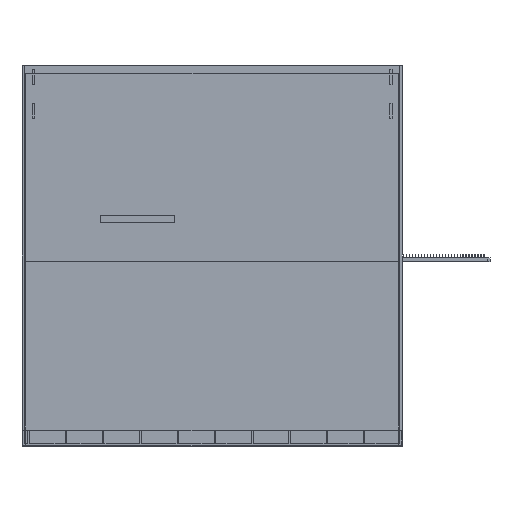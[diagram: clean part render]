
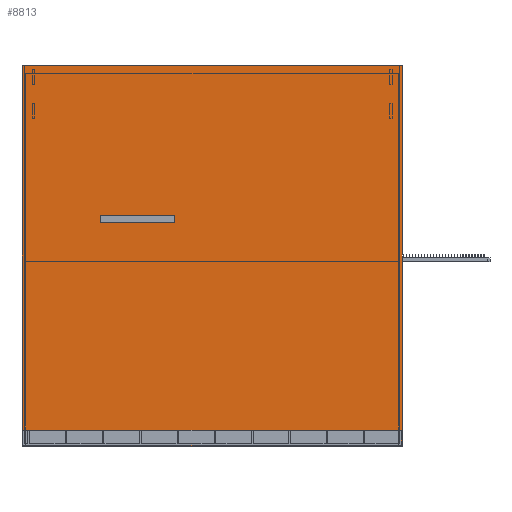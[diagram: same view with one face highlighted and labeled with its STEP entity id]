
A CAD part, left-side view. The second image highlights one B-rep face of the part: STEP entity #8813.
In plain terms, the highlighted planar face has unit normal (-1, 0, 0).
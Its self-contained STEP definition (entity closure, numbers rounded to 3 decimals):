
#8813 = ADVANCED_FACE('',(#8814,#8933),#8828,.F.);
#8814 = FACE_BOUND('',#8815,.F.);
#8815 = EDGE_LOOP('',(#8816,#8851,#8879,#8907));
#8816 = ORIENTED_EDGE('',*,*,#8817,.F.);
#8817 = EDGE_CURVE('',#8818,#8820,#8822,.T.);
#8818 = VERTEX_POINT('',#8819);
#8819 = CARTESIAN_POINT('',(-255.,-255.,0.));
#8820 = VERTEX_POINT('',#8821);
#8821 = CARTESIAN_POINT('',(-255.,-255.,510.));
#8822 = SURFACE_CURVE('',#8823,(#8827,#8839),.PCURVE_S1.);
#8823 = LINE('',#8824,#8825);
#8824 = CARTESIAN_POINT('',(-255.,-255.,0.));
#8825 = VECTOR('',#8826,1.);
#8826 = DIRECTION('',(0.,0.,1.));
#8827 = PCURVE('',#8828,#8833);
#8828 = PLANE('',#8829);
#8829 = AXIS2_PLACEMENT_3D('',#8830,#8831,#8832);
#8830 = CARTESIAN_POINT('',(-255.,-255.,0.));
#8831 = DIRECTION('',(1.,0.,-0.));
#8832 = DIRECTION('',(0.,0.,1.));
#8833 = DEFINITIONAL_REPRESENTATION('',(#8834),#8838);
#8834 = LINE('',#8835,#8836);
#8835 = CARTESIAN_POINT('',(0.,0.));
#8836 = VECTOR('',#8837,1.);
#8837 = DIRECTION('',(1.,0.));
#8838 = ( GEOMETRIC_REPRESENTATION_CONTEXT(2) 
PARAMETRIC_REPRESENTATION_CONTEXT() REPRESENTATION_CONTEXT('2D SPACE',''
  ) );
#8839 = PCURVE('',#8840,#8845);
#8840 = PLANE('',#8841);
#8841 = AXIS2_PLACEMENT_3D('',#8842,#8843,#8844);
#8842 = CARTESIAN_POINT('',(-255.,-255.,0.));
#8843 = DIRECTION('',(-0.,1.,0.));
#8844 = DIRECTION('',(0.,0.,1.));
#8845 = DEFINITIONAL_REPRESENTATION('',(#8846),#8850);
#8846 = LINE('',#8847,#8848);
#8847 = CARTESIAN_POINT('',(0.,0.));
#8848 = VECTOR('',#8849,1.);
#8849 = DIRECTION('',(1.,0.));
#8850 = ( GEOMETRIC_REPRESENTATION_CONTEXT(2) 
PARAMETRIC_REPRESENTATION_CONTEXT() REPRESENTATION_CONTEXT('2D SPACE',''
  ) );
#8851 = ORIENTED_EDGE('',*,*,#8852,.T.);
#8852 = EDGE_CURVE('',#8818,#8853,#8855,.T.);
#8853 = VERTEX_POINT('',#8854);
#8854 = CARTESIAN_POINT('',(-255.,255.,0.));
#8855 = SURFACE_CURVE('',#8856,(#8860,#8867),.PCURVE_S1.);
#8856 = LINE('',#8857,#8858);
#8857 = CARTESIAN_POINT('',(-255.,-255.,0.));
#8858 = VECTOR('',#8859,1.);
#8859 = DIRECTION('',(-0.,1.,0.));
#8860 = PCURVE('',#8828,#8861);
#8861 = DEFINITIONAL_REPRESENTATION('',(#8862),#8866);
#8862 = LINE('',#8863,#8864);
#8863 = CARTESIAN_POINT('',(0.,0.));
#8864 = VECTOR('',#8865,1.);
#8865 = DIRECTION('',(0.,-1.));
#8866 = ( GEOMETRIC_REPRESENTATION_CONTEXT(2) 
PARAMETRIC_REPRESENTATION_CONTEXT() REPRESENTATION_CONTEXT('2D SPACE',''
  ) );
#8867 = PCURVE('',#8868,#8873);
#8868 = PLANE('',#8869);
#8869 = AXIS2_PLACEMENT_3D('',#8870,#8871,#8872);
#8870 = CARTESIAN_POINT('',(-255.,-255.,0.));
#8871 = DIRECTION('',(0.,0.,1.));
#8872 = DIRECTION('',(1.,0.,-0.));
#8873 = DEFINITIONAL_REPRESENTATION('',(#8874),#8878);
#8874 = LINE('',#8875,#8876);
#8875 = CARTESIAN_POINT('',(0.,0.));
#8876 = VECTOR('',#8877,1.);
#8877 = DIRECTION('',(0.,1.));
#8878 = ( GEOMETRIC_REPRESENTATION_CONTEXT(2) 
PARAMETRIC_REPRESENTATION_CONTEXT() REPRESENTATION_CONTEXT('2D SPACE',''
  ) );
#8879 = ORIENTED_EDGE('',*,*,#8880,.T.);
#8880 = EDGE_CURVE('',#8853,#8881,#8883,.T.);
#8881 = VERTEX_POINT('',#8882);
#8882 = CARTESIAN_POINT('',(-255.,255.,510.));
#8883 = SURFACE_CURVE('',#8884,(#8888,#8895),.PCURVE_S1.);
#8884 = LINE('',#8885,#8886);
#8885 = CARTESIAN_POINT('',(-255.,255.,0.));
#8886 = VECTOR('',#8887,1.);
#8887 = DIRECTION('',(0.,0.,1.));
#8888 = PCURVE('',#8828,#8889);
#8889 = DEFINITIONAL_REPRESENTATION('',(#8890),#8894);
#8890 = LINE('',#8891,#8892);
#8891 = CARTESIAN_POINT('',(0.,-510.));
#8892 = VECTOR('',#8893,1.);
#8893 = DIRECTION('',(1.,0.));
#8894 = ( GEOMETRIC_REPRESENTATION_CONTEXT(2) 
PARAMETRIC_REPRESENTATION_CONTEXT() REPRESENTATION_CONTEXT('2D SPACE',''
  ) );
#8895 = PCURVE('',#8896,#8901);
#8896 = PLANE('',#8897);
#8897 = AXIS2_PLACEMENT_3D('',#8898,#8899,#8900);
#8898 = CARTESIAN_POINT('',(-255.,255.,0.));
#8899 = DIRECTION('',(-0.,1.,0.));
#8900 = DIRECTION('',(0.,0.,1.));
#8901 = DEFINITIONAL_REPRESENTATION('',(#8902),#8906);
#8902 = LINE('',#8903,#8904);
#8903 = CARTESIAN_POINT('',(0.,0.));
#8904 = VECTOR('',#8905,1.);
#8905 = DIRECTION('',(1.,0.));
#8906 = ( GEOMETRIC_REPRESENTATION_CONTEXT(2) 
PARAMETRIC_REPRESENTATION_CONTEXT() REPRESENTATION_CONTEXT('2D SPACE',''
  ) );
#8907 = ORIENTED_EDGE('',*,*,#8908,.F.);
#8908 = EDGE_CURVE('',#8820,#8881,#8909,.T.);
#8909 = SURFACE_CURVE('',#8910,(#8914,#8921),.PCURVE_S1.);
#8910 = LINE('',#8911,#8912);
#8911 = CARTESIAN_POINT('',(-255.,-255.,510.));
#8912 = VECTOR('',#8913,1.);
#8913 = DIRECTION('',(-0.,1.,0.));
#8914 = PCURVE('',#8828,#8915);
#8915 = DEFINITIONAL_REPRESENTATION('',(#8916),#8920);
#8916 = LINE('',#8917,#8918);
#8917 = CARTESIAN_POINT('',(510.,0.));
#8918 = VECTOR('',#8919,1.);
#8919 = DIRECTION('',(0.,-1.));
#8920 = ( GEOMETRIC_REPRESENTATION_CONTEXT(2) 
PARAMETRIC_REPRESENTATION_CONTEXT() REPRESENTATION_CONTEXT('2D SPACE',''
  ) );
#8921 = PCURVE('',#8922,#8927);
#8922 = PLANE('',#8923);
#8923 = AXIS2_PLACEMENT_3D('',#8924,#8925,#8926);
#8924 = CARTESIAN_POINT('',(-255.,-255.,510.));
#8925 = DIRECTION('',(0.,0.,1.));
#8926 = DIRECTION('',(1.,0.,-0.));
#8927 = DEFINITIONAL_REPRESENTATION('',(#8928),#8932);
#8928 = LINE('',#8929,#8930);
#8929 = CARTESIAN_POINT('',(0.,0.));
#8930 = VECTOR('',#8931,1.);
#8931 = DIRECTION('',(0.,1.));
#8932 = ( GEOMETRIC_REPRESENTATION_CONTEXT(2) 
PARAMETRIC_REPRESENTATION_CONTEXT() REPRESENTATION_CONTEXT('2D SPACE',''
  ) );
#8933 = FACE_BOUND('',#8934,.F.);
#8934 = EDGE_LOOP('',(#8935,#8965,#8988,#9011));
#8935 = ORIENTED_EDGE('',*,*,#8936,.F.);
#8936 = EDGE_CURVE('',#8937,#8939,#8941,.T.);
#8937 = VERTEX_POINT('',#8938);
#8938 = CARTESIAN_POINT('',(-255.,-254.,1.));
#8939 = VERTEX_POINT('',#8940);
#8940 = CARTESIAN_POINT('',(-255.,254.,1.));
#8941 = SURFACE_CURVE('',#8942,(#8946,#8953),.PCURVE_S1.);
#8942 = LINE('',#8943,#8944);
#8943 = CARTESIAN_POINT('',(-255.,-254.,1.));
#8944 = VECTOR('',#8945,1.);
#8945 = DIRECTION('',(-0.,1.,0.));
#8946 = PCURVE('',#8828,#8947);
#8947 = DEFINITIONAL_REPRESENTATION('',(#8948),#8952);
#8948 = LINE('',#8949,#8950);
#8949 = CARTESIAN_POINT('',(1.,-1.));
#8950 = VECTOR('',#8951,1.);
#8951 = DIRECTION('',(0.,-1.));
#8952 = ( GEOMETRIC_REPRESENTATION_CONTEXT(2) 
PARAMETRIC_REPRESENTATION_CONTEXT() REPRESENTATION_CONTEXT('2D SPACE',''
  ) );
#8953 = PCURVE('',#8954,#8959);
#8954 = PLANE('',#8955);
#8955 = AXIS2_PLACEMENT_3D('',#8956,#8957,#8958);
#8956 = CARTESIAN_POINT('',(-255.,-255.,0.));
#8957 = DIRECTION('',(1.,0.,-0.));
#8958 = DIRECTION('',(0.,0.,1.));
#8959 = DEFINITIONAL_REPRESENTATION('',(#8960),#8964);
#8960 = LINE('',#8961,#8962);
#8961 = CARTESIAN_POINT('',(1.,-1.));
#8962 = VECTOR('',#8963,1.);
#8963 = DIRECTION('',(0.,-1.));
#8964 = ( GEOMETRIC_REPRESENTATION_CONTEXT(2) 
PARAMETRIC_REPRESENTATION_CONTEXT() REPRESENTATION_CONTEXT('2D SPACE',''
  ) );
#8965 = ORIENTED_EDGE('',*,*,#8966,.T.);
#8966 = EDGE_CURVE('',#8937,#8967,#8969,.T.);
#8967 = VERTEX_POINT('',#8968);
#8968 = CARTESIAN_POINT('',(-255.,-254.,21.));
#8969 = SURFACE_CURVE('',#8970,(#8974,#8981),.PCURVE_S1.);
#8970 = LINE('',#8971,#8972);
#8971 = CARTESIAN_POINT('',(-255.,-254.,1.));
#8972 = VECTOR('',#8973,1.);
#8973 = DIRECTION('',(0.,0.,1.));
#8974 = PCURVE('',#8828,#8975);
#8975 = DEFINITIONAL_REPRESENTATION('',(#8976),#8980);
#8976 = LINE('',#8977,#8978);
#8977 = CARTESIAN_POINT('',(1.,-1.));
#8978 = VECTOR('',#8979,1.);
#8979 = DIRECTION('',(1.,0.));
#8980 = ( GEOMETRIC_REPRESENTATION_CONTEXT(2) 
PARAMETRIC_REPRESENTATION_CONTEXT() REPRESENTATION_CONTEXT('2D SPACE',''
  ) );
#8981 = PCURVE('',#8954,#8982);
#8982 = DEFINITIONAL_REPRESENTATION('',(#8983),#8987);
#8983 = LINE('',#8984,#8985);
#8984 = CARTESIAN_POINT('',(1.,-1.));
#8985 = VECTOR('',#8986,1.);
#8986 = DIRECTION('',(1.,0.));
#8987 = ( GEOMETRIC_REPRESENTATION_CONTEXT(2) 
PARAMETRIC_REPRESENTATION_CONTEXT() REPRESENTATION_CONTEXT('2D SPACE',''
  ) );
#8988 = ORIENTED_EDGE('',*,*,#8989,.T.);
#8989 = EDGE_CURVE('',#8967,#8990,#8992,.T.);
#8990 = VERTEX_POINT('',#8991);
#8991 = CARTESIAN_POINT('',(-255.,254.,21.));
#8992 = SURFACE_CURVE('',#8993,(#8997,#9004),.PCURVE_S1.);
#8993 = LINE('',#8994,#8995);
#8994 = CARTESIAN_POINT('',(-255.,-254.,21.));
#8995 = VECTOR('',#8996,1.);
#8996 = DIRECTION('',(-0.,1.,0.));
#8997 = PCURVE('',#8828,#8998);
#8998 = DEFINITIONAL_REPRESENTATION('',(#8999),#9003);
#8999 = LINE('',#9000,#9001);
#9000 = CARTESIAN_POINT('',(21.,-1.));
#9001 = VECTOR('',#9002,1.);
#9002 = DIRECTION('',(0.,-1.));
#9003 = ( GEOMETRIC_REPRESENTATION_CONTEXT(2) 
PARAMETRIC_REPRESENTATION_CONTEXT() REPRESENTATION_CONTEXT('2D SPACE',''
  ) );
#9004 = PCURVE('',#8954,#9005);
#9005 = DEFINITIONAL_REPRESENTATION('',(#9006),#9010);
#9006 = LINE('',#9007,#9008);
#9007 = CARTESIAN_POINT('',(21.,-1.));
#9008 = VECTOR('',#9009,1.);
#9009 = DIRECTION('',(0.,-1.));
#9010 = ( GEOMETRIC_REPRESENTATION_CONTEXT(2) 
PARAMETRIC_REPRESENTATION_CONTEXT() REPRESENTATION_CONTEXT('2D SPACE',''
  ) );
#9011 = ORIENTED_EDGE('',*,*,#9012,.F.);
#9012 = EDGE_CURVE('',#8939,#8990,#9013,.T.);
#9013 = SURFACE_CURVE('',#9014,(#9018,#9025),.PCURVE_S1.);
#9014 = LINE('',#9015,#9016);
#9015 = CARTESIAN_POINT('',(-255.,254.,1.));
#9016 = VECTOR('',#9017,1.);
#9017 = DIRECTION('',(0.,0.,1.));
#9018 = PCURVE('',#8828,#9019);
#9019 = DEFINITIONAL_REPRESENTATION('',(#9020),#9024);
#9020 = LINE('',#9021,#9022);
#9021 = CARTESIAN_POINT('',(1.,-509.));
#9022 = VECTOR('',#9023,1.);
#9023 = DIRECTION('',(1.,0.));
#9024 = ( GEOMETRIC_REPRESENTATION_CONTEXT(2) 
PARAMETRIC_REPRESENTATION_CONTEXT() REPRESENTATION_CONTEXT('2D SPACE',''
  ) );
#9025 = PCURVE('',#8954,#9026);
#9026 = DEFINITIONAL_REPRESENTATION('',(#9027),#9031);
#9027 = LINE('',#9028,#9029);
#9028 = CARTESIAN_POINT('',(1.,-509.));
#9029 = VECTOR('',#9030,1.);
#9030 = DIRECTION('',(1.,0.));
#9031 = ( GEOMETRIC_REPRESENTATION_CONTEXT(2) 
PARAMETRIC_REPRESENTATION_CONTEXT() REPRESENTATION_CONTEXT('2D SPACE',''
  ) );
